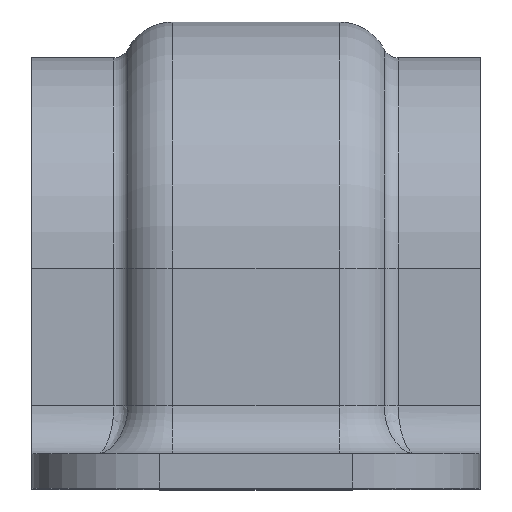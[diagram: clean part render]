
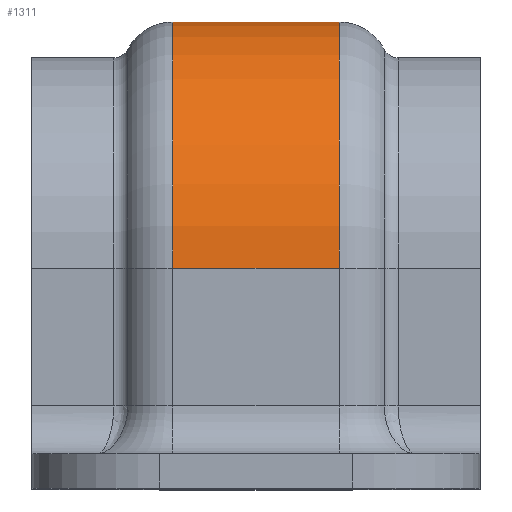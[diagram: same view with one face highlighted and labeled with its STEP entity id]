
A CAD part, top view. The second image highlights one B-rep face of the part: STEP entity #1311.
In plain terms, the highlighted cylindrical face has radius 24.448 mm (diameter 48.895 mm), a partial arc.
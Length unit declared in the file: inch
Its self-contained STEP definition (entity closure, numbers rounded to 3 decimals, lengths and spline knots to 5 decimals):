
#79=LINE('',#2431,#169);
#129=LINE('',#3018,#219);
#169=VECTOR('',#1613,0.3937);
#219=VECTOR('',#1797,0.3937);
#271=CYLINDRICAL_SURFACE('',#1488,0.9625);
#353=FACE_OUTER_BOUND('',#441,.T.);
#441=EDGE_LOOP('',(#1201,#1202,#1203,#1204));
#537=CIRCLE('',#1475,0.9625);
#543=CIRCLE('',#1487,0.9625);
#584=VERTEX_POINT('',#2426);
#585=VERTEX_POINT('',#2430);
#641=VERTEX_POINT('',#3012);
#642=VERTEX_POINT('',#3016);
#713=EDGE_CURVE('',#585,#584,#79,.T.);
#807=EDGE_CURVE('',#642,#641,#129,.T.);
#835=EDGE_CURVE('',#585,#642,#537,.T.);
#841=EDGE_CURVE('',#641,#584,#543,.T.);
#1201=ORIENTED_EDGE('',*,*,#807,.F.);
#1202=ORIENTED_EDGE('',*,*,#835,.F.);
#1203=ORIENTED_EDGE('',*,*,#713,.T.);
#1204=ORIENTED_EDGE('',*,*,#841,.F.);
#1311=ADVANCED_FACE('',(#353),#271,.T.);
#1475=AXIS2_PLACEMENT_3D('',#3072,#1865,#1866);
#1487=AXIS2_PLACEMENT_3D('',#3084,#1889,#1890);
#1488=AXIS2_PLACEMENT_3D('',#3085,#1891,#1892);
#1613=DIRECTION('',(-1.,0.,0.));
#1797=DIRECTION('',(-1.,0.,0.));
#1865=DIRECTION('center_axis',(1.,0.,0.));
#1866=DIRECTION('ref_axis',(0.,1.,0.));
#1889=DIRECTION('center_axis',(-1.,0.,0.));
#1890=DIRECTION('ref_axis',(0.,1.,0.));
#1891=DIRECTION('center_axis',(1.,0.,0.));
#1892=DIRECTION('ref_axis',(0.,1.,0.));
#2426=CARTESIAN_POINT('',(-0.32536,0.,-0.9625));
#2430=CARTESIAN_POINT('',(0.32536,0.,-0.9625));
#2431=CARTESIAN_POINT('',(0.32536,0.,-0.9625));
#3012=CARTESIAN_POINT('',(-0.32536,0.,0.9625));
#3016=CARTESIAN_POINT('',(0.32536,0.,0.9625));
#3018=CARTESIAN_POINT('',(0.32536,0.,0.9625));
#3072=CARTESIAN_POINT('Origin',(0.32536,0.,0.));
#3084=CARTESIAN_POINT('Origin',(-0.32536,0.,0.));
#3085=CARTESIAN_POINT('Origin',(-0.16268,0.,0.));
